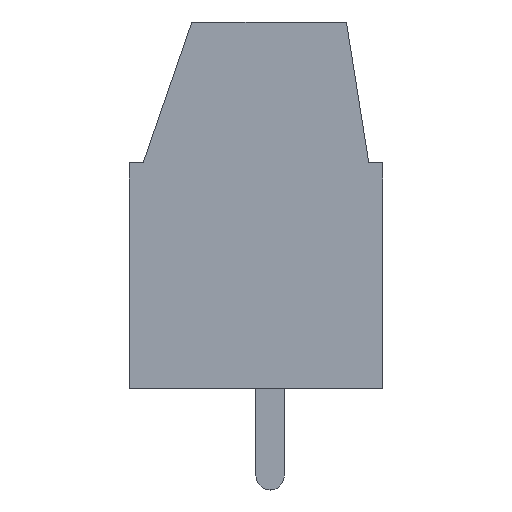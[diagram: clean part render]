
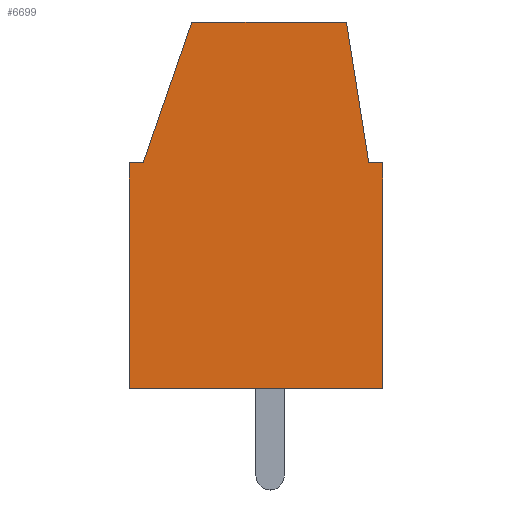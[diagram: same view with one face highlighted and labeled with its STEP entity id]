
A CAD part, left-side view. The second image highlights one B-rep face of the part: STEP entity #6699.
In plain terms, the highlighted face is planar.
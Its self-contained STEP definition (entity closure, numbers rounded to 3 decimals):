
#754=ORIENTED_EDGE('',*,*,#1782,.F.);
#755=ORIENTED_EDGE('',*,*,#1793,.T.);
#756=ORIENTED_EDGE('',*,*,#2009,.T.);
#757=ORIENTED_EDGE('',*,*,#1778,.T.);
#758=ORIENTED_EDGE('',*,*,#2018,.T.);
#759=ORIENTED_EDGE('',*,*,#2002,.T.);
#760=ORIENTED_EDGE('',*,*,#1773,.F.);
#761=ORIENTED_EDGE('',*,*,#1917,.F.);
#1773=EDGE_CURVE('',#2523,#2521,#3018,.T.);
#1778=EDGE_CURVE('',#2525,#2528,#3022,.T.);
#1782=EDGE_CURVE('',#2532,#2533,#3026,.T.);
#1793=EDGE_CURVE('',#2532,#2542,#3037,.T.);
#1917=EDGE_CURVE('',#2533,#2523,#3137,.T.);
#2002=EDGE_CURVE('',#2681,#2521,#3198,.T.);
#2009=EDGE_CURVE('',#2542,#2525,#3204,.T.);
#2018=EDGE_CURVE('',#2528,#2681,#3212,.T.);
#2521=VERTEX_POINT('',#8659);
#2523=VERTEX_POINT('',#8663);
#2525=VERTEX_POINT('',#8669);
#2528=VERTEX_POINT('',#8674);
#2532=VERTEX_POINT('',#8683);
#2533=VERTEX_POINT('',#8685);
#2542=VERTEX_POINT('',#8705);
#2681=VERTEX_POINT('',#9353);
#3018=LINE('',#8664,#3612);
#3022=LINE('',#8675,#3616);
#3026=LINE('',#8684,#3620);
#3037=LINE('',#8706,#3631);
#3137=LINE('',#9017,#3731);
#3198=LINE('',#9352,#3792);
#3204=LINE('',#9367,#3798);
#3212=LINE('',#9387,#3806);
#3612=VECTOR('',#7280,1000.);
#3616=VECTOR('',#7288,1000.);
#3620=VECTOR('',#7294,1000.);
#3631=VECTOR('',#7307,1000.);
#3731=VECTOR('',#7513,1000.);
#3792=VECTOR('',#7668,1000.);
#3798=VECTOR('',#7688,1000.);
#3806=VECTOR('',#7716,1000.);
#4286=EDGE_LOOP('',(#754,#755,#756,#757,#758,#759,#760,#761));
#4541=FACE_BOUND('',#4286,.T.);
#4771=PLANE('',#7007);
#6699=ADVANCED_FACE('',(#4541),#4771,.T.);
#7007=AXIS2_PLACEMENT_3D('',#9393,#7727,#7728);
#7280=DIRECTION('',(0.,1.,0.));
#7288=DIRECTION('',(-1.,0.,0.));
#7294=DIRECTION('',(0.,-1.,0.));
#7307=DIRECTION('',(-1.,0.,0.));
#7513=DIRECTION('',(-1.,0.,0.));
#7668=DIRECTION('',(-1.,0.,0.));
#7688=DIRECTION('',(-0.156,0.988,0.));
#7716=DIRECTION('',(-0.326,-0.946,0.));
#7727=DIRECTION('',(0.,0.,1.));
#7728=DIRECTION('',(1.,0.,0.));
#8659=CARTESIAN_POINT('',(-5.,8.,0.));
#8663=CARTESIAN_POINT('',(-5.,0.,0.));
#8664=CARTESIAN_POINT('',(-5.,0.,0.));
#8669=CARTESIAN_POINT('',(2.708,13.,0.));
#8674=CARTESIAN_POINT('',(-2.778,13.,0.));
#8675=CARTESIAN_POINT('',(0.,13.,0.));
#8683=CARTESIAN_POINT('',(4.,8.,0.));
#8684=CARTESIAN_POINT('',(4.,0.,0.));
#8685=CARTESIAN_POINT('',(4.,0.,0.));
#8705=CARTESIAN_POINT('',(3.5,8.,0.));
#8706=CARTESIAN_POINT('',(0.,8.,0.));
#9017=CARTESIAN_POINT('',(0.,0.,0.));
#9352=CARTESIAN_POINT('',(0.,8.,0.));
#9353=CARTESIAN_POINT('',(-4.5,8.,0.));
#9367=CARTESIAN_POINT('',(4.767,0.,0.));
#9387=CARTESIAN_POINT('',(-7.255,0.,0.));
#9393=CARTESIAN_POINT('',(-4.433,0.923,0.));
